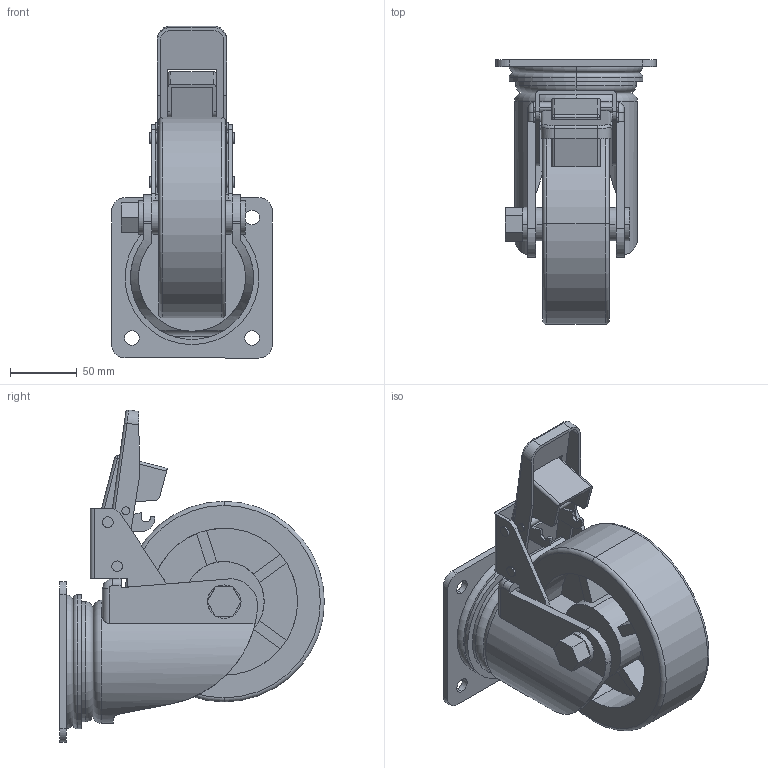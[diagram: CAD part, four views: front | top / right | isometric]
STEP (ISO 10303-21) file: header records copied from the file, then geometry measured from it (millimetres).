
FILE_DESCRIPTION (( 'STEP AP203' ), '1' );
FILE_NAME ('K-507-YNS-150.STEP', '2014-04-01T00:20:32', ( '' ), ( '' ), 'SwSTEP 2.0', 'SolidWorks 2012', '' );
FILE_SCHEMA (( 'CONFIG_CONTROL_DESIGN' ));
Length unit declared in the file: millimetre
Products named in the file (1): K-507-YNS-150
Bounding box: 120 x 198 x 248.33 mm (x, y, z)
Volume: 1075812.3 mm3; surface area: 224991.5 mm2
Topology: 1 solids, 1 shells, 292 faces, 786 edges, 508 vertices
Faces by surface type: plane 161, cylinder 110, torus 18, sphere 3
Entity records: 9650 total; most frequent: CARTESIAN_POINT 1963, DIRECTION 1653, ORIENTED_EDGE 1572, EDGE_CURVE 786, AXIS2_PLACEMENT_3D 596, VERTEX_POINT 508, LINE 461, VECTOR 461
